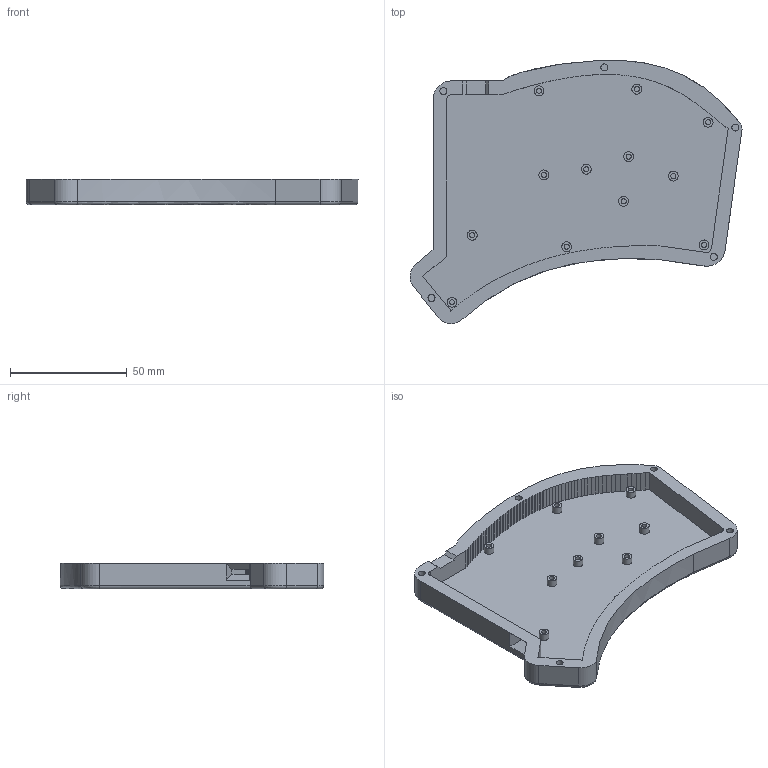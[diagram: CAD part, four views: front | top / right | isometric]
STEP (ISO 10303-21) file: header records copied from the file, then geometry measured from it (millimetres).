
FILE_DESCRIPTION(/* description */ (''),/* implementation_level */ '2;1');
FILE_NAME(/* name */ 'Right Top Case Bottom.step',/* time_stamp */ '2026-02-22T14:46:55+09:00',/* author */ (''),/* organization */ (''),/* preprocessor_version */ 'ST-DEVELOPER v20.1',/* originating_system */ 'Autodesk Translation Framework v14.24.0.0',/* authorisation */ '');
FILE_SCHEMA (('AUTOMOTIVE_DESIGN { 1 0 10303 214 3 1 1 }'));
Length unit declared in the file: millimetre
Products named in the file (1): 2026-02-22-14-46-55-750
Bounding box: 142.02 x 112.68 x 11 mm (x, y, z)
Volume: 44471.8 mm3; surface area: 31537.7 mm2
Topology: 1 solids, 1 shells, 266 faces, 689 edges, 454 vertices
Faces by surface type: plane 213, cylinder 43, bspline 6, torus 4
Full cylindrical faces by diameter (mm): 2.2 x12, 3 x5, 4.2 x12
Entity records: 8382 total; most frequent: CARTESIAN_POINT 1793, ORIENTED_EDGE 1378, DIRECTION 1284, EDGE_CURVE 689, LINE 588, VECTOR 588, VERTEX_POINT 454, AXIS2_PLACEMENT_3D 348
